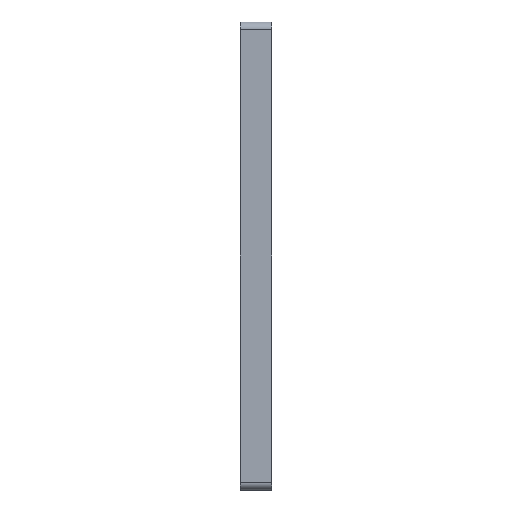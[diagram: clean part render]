
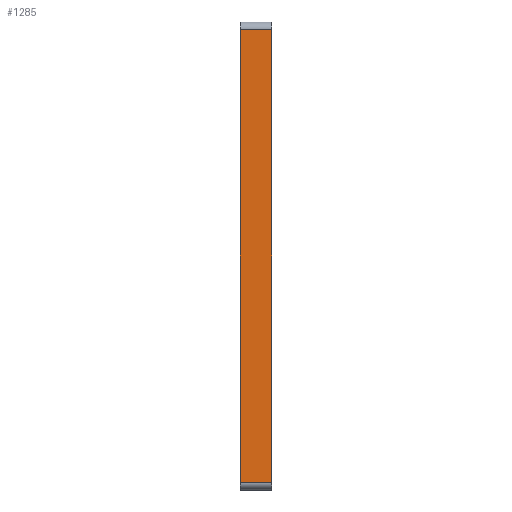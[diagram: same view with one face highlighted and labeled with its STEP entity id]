
A CAD part, left-side view. The second image highlights one B-rep face of the part: STEP entity #1285.
In plain terms, the highlighted planar face has unit normal (-1, 0, 0).
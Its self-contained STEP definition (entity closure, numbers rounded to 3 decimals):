
#131 = DIRECTION ( 'NONE',  ( 1., 0., 0. ) ) ;
#139 = CARTESIAN_POINT ( 'NONE',  ( -60., 8., -58. ) ) ;
#243 = VERTEX_POINT ( 'NONE', #3503 ) ;
#1285 = ADVANCED_FACE ( 'NONE', ( #6475 ), #5437, .F. ) ;
#1310 = ORIENTED_EDGE ( 'NONE', *, *, #10719, .T. ) ;
#2129 = VECTOR ( 'NONE', #3319, 1000. ) ;
#2399 = ORIENTED_EDGE ( 'NONE', *, *, #3624, .F. ) ;
#3060 = VERTEX_POINT ( 'NONE', #5811 ) ;
#3303 = LINE ( 'NONE', #10703, #5608 ) ;
#3319 = DIRECTION ( 'NONE',  ( 0., -1., 0. ) ) ;
#3503 = CARTESIAN_POINT ( 'NONE',  ( -60., 0., -58. ) ) ;
#3600 = CARTESIAN_POINT ( 'NONE',  ( -60., 8., -60. ) ) ;
#3624 = EDGE_CURVE ( 'NONE', #3060, #6511, #12923, .T. ) ;
#4835 = CARTESIAN_POINT ( 'NONE',  ( -60., 8., 58. ) ) ;
#5128 = LINE ( 'NONE', #11646, #7499 ) ;
#5197 = EDGE_LOOP ( 'NONE', ( #2399, #6234, #5680, #1310 ) ) ;
#5437 = PLANE ( 'NONE',  #8830 ) ;
#5608 = VECTOR ( 'NONE', #6306, 1000. ) ;
#5680 = ORIENTED_EDGE ( 'NONE', *, *, #11941, .T. ) ;
#5811 = CARTESIAN_POINT ( 'NONE',  ( -60., 8., -58. ) ) ;
#5867 = DIRECTION ( 'NONE',  ( 0., 0., 1. ) ) ;
#6234 = ORIENTED_EDGE ( 'NONE', *, *, #12561, .T. ) ;
#6306 = DIRECTION ( 'NONE',  ( 0., 0., 1. ) ) ;
#6475 = FACE_OUTER_BOUND ( 'NONE', #5197, .T. ) ;
#6511 = VERTEX_POINT ( 'NONE', #4835 ) ;
#7127 = LINE ( 'NONE', #139, #2129 ) ;
#7499 = VECTOR ( 'NONE', #10746, 1000. ) ;
#7606 = DIRECTION ( 'NONE',  ( 0., 0., -1. ) ) ;
#8830 = AXIS2_PLACEMENT_3D ( 'NONE', #12918, #131, #7606 ) ;
#9280 = CARTESIAN_POINT ( 'NONE',  ( -60., 0., 58. ) ) ;
#10703 = CARTESIAN_POINT ( 'NONE',  ( -60., 0., -60. ) ) ;
#10719 = EDGE_CURVE ( 'NONE', #13270, #6511, #5128, .T. ) ;
#10746 = DIRECTION ( 'NONE',  ( 0., 1., 0. ) ) ;
#11646 = CARTESIAN_POINT ( 'NONE',  ( -60., 8., 58. ) ) ;
#11941 = EDGE_CURVE ( 'NONE', #243, #13270, #3303, .T. ) ;
#12438 = VECTOR ( 'NONE', #5867, 1000. ) ;
#12561 = EDGE_CURVE ( 'NONE', #3060, #243, #7127, .T. ) ;
#12918 = CARTESIAN_POINT ( 'NONE',  ( -60., 8., -60. ) ) ;
#12923 = LINE ( 'NONE', #3600, #12438 ) ;
#13270 = VERTEX_POINT ( 'NONE', #9280 ) ;
